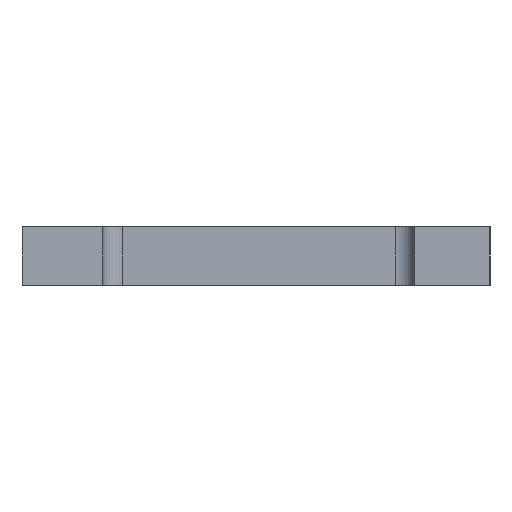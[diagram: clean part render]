
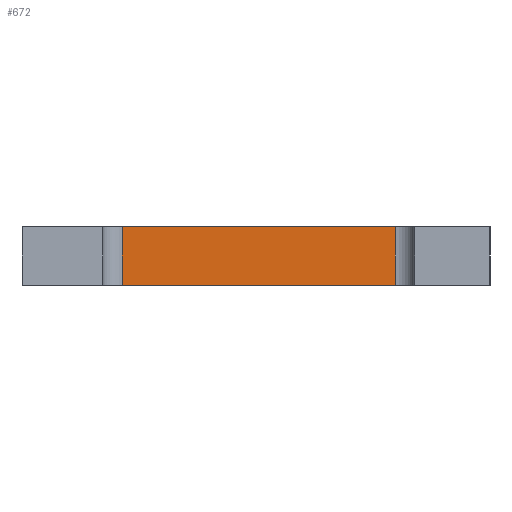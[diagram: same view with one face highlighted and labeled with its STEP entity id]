
A CAD part, left-side view. The second image highlights one B-rep face of the part: STEP entity #672.
In plain terms, the highlighted planar face has unit normal (-1, 0, 0).
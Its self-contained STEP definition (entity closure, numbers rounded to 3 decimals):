
#82=FACE_OUTER_BOUND('',#116,.T.);
#116=EDGE_LOOP('',(#539,#540,#541,#542));
#186=LINE('',#1100,#258);
#187=LINE('',#1103,#259);
#188=LINE('',#1105,#260);
#189=LINE('',#1106,#261);
#258=VECTOR('',#904,10.);
#259=VECTOR('',#907,10.);
#260=VECTOR('',#908,10.);
#261=VECTOR('',#909,10.);
#325=VERTEX_POINT('',#1096);
#326=VERTEX_POINT('',#1098);
#327=VERTEX_POINT('',#1102);
#328=VERTEX_POINT('',#1104);
#416=EDGE_CURVE('',#325,#326,#186,.T.);
#417=EDGE_CURVE('',#325,#327,#187,.T.);
#418=EDGE_CURVE('',#328,#326,#188,.T.);
#419=EDGE_CURVE('',#327,#328,#189,.T.);
#539=ORIENTED_EDGE('',*,*,#417,.F.);
#540=ORIENTED_EDGE('',*,*,#416,.T.);
#541=ORIENTED_EDGE('',*,*,#418,.F.);
#542=ORIENTED_EDGE('',*,*,#419,.F.);
#639=PLANE('',#736);
#672=ADVANCED_FACE('',(#82),#639,.T.);
#736=AXIS2_PLACEMENT_3D('',#1101,#905,#906);
#904=DIRECTION('',(0.,0.,1.));
#905=DIRECTION('center_axis',(-1.,0.,0.));
#906=DIRECTION('ref_axis',(0.,-1.,0.));
#907=DIRECTION('',(0.,1.,0.));
#908=DIRECTION('',(0.,-1.,0.));
#909=DIRECTION('',(0.,0.,1.));
#1096=CARTESIAN_POINT('',(-205.249,-22.654,0.));
#1098=CARTESIAN_POINT('',(-205.249,-22.654,9.525));
#1100=CARTESIAN_POINT('',(-205.249,-22.654,0.));
#1101=CARTESIAN_POINT('Origin',(-205.249,21.796,0.));
#1102=CARTESIAN_POINT('',(-205.249,21.796,0.));
#1103=CARTESIAN_POINT('',(-205.249,-22.654,0.));
#1104=CARTESIAN_POINT('',(-205.249,21.796,9.525));
#1105=CARTESIAN_POINT('',(-205.249,-22.654,9.525));
#1106=CARTESIAN_POINT('',(-205.249,21.796,0.));
